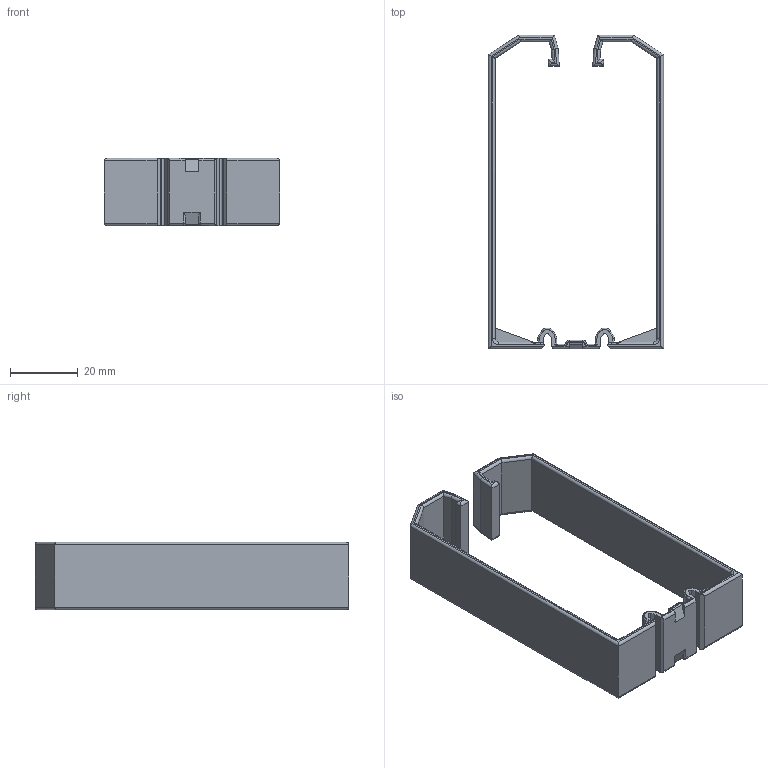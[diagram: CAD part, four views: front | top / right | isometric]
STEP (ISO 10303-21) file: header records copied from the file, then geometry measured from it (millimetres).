
FILE_DESCRIPTION (( 'STEP AP214' ), '1' );
FILE_NAME ('0.1.0.0.553375.STEP', '2024-09-24T07:50:15', ( '' ), ( '' ), 'SwSTEP 2.0', 'SolidWorks 2023', '' );
FILE_SCHEMA (( 'AUTOMOTIVE_DESIGN' ));
Length unit declared in the file: millimetre
Products named in the file (1): 0.1.0.0.553375
Bounding box: 51.85 x 92.8 x 20 mm (x, y, z)
Volume: 11382.8 mm3; surface area: 12635.3 mm2
Topology: 1 solids, 1 shells, 267 faces, 691 edges, 426 vertices
Faces by surface type: cylinder 134, plane 100, torus 26, bspline 7
Entity records: 8358 total; most frequent: CARTESIAN_POINT 2080, ORIENTED_EDGE 1382, DIRECTION 1244, EDGE_CURVE 691, VERTEX_POINT 426, AXIS2_PLACEMENT_3D 420, LINE 404, VECTOR 404
